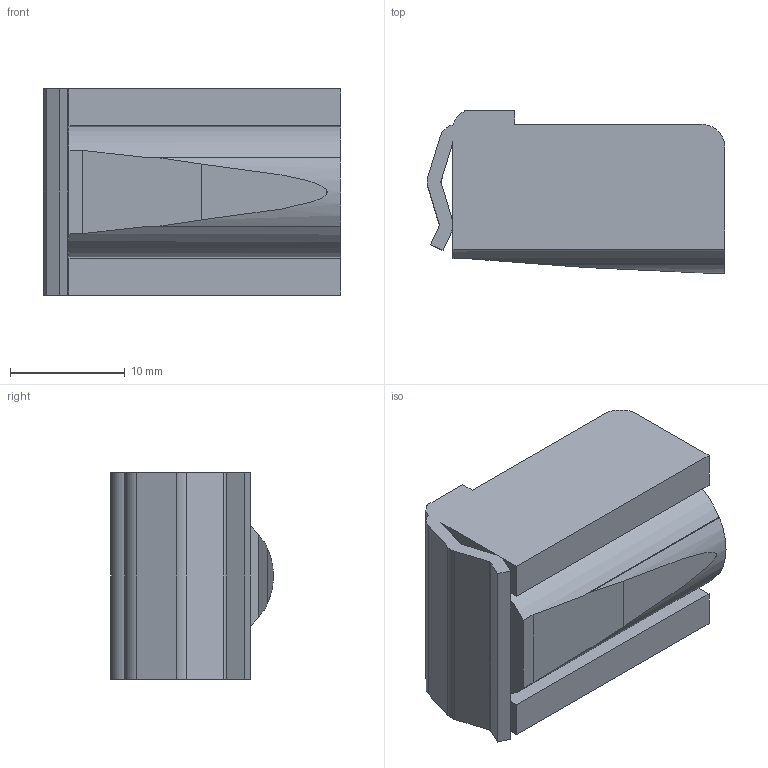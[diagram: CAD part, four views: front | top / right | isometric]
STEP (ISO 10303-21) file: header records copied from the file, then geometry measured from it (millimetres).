
FILE_DESCRIPTION((''),'2;1');
FILE_NAME('PRT0001','2023-03-06T',('dell'),(''),'PRO/ENGINEER BY PARAMETRIC TECHNOLOGY CORPORATION, 2013230','PRO/ENGINEER BY PARAMETRIC TECHNOLOGY CORPORATION, 2013230','');
FILE_SCHEMA(('CONFIG_CONTROL_DESIGN'));
Length unit declared in the file: millimetre
Products named in the file (1): PRT0001
Bounding box: 25.99 x 14.2 x 18 mm (x, y, z)
Volume: 5174.2 mm3; surface area: 2393.5 mm2
Topology: 1 solids, 1 shells, 36 faces, 106 edges, 70 vertices
Faces by surface type: plane 24, cylinder 12
Entity records: 1250 total; most frequent: CARTESIAN_POINT 229, ORIENTED_EDGE 212, DIRECTION 198, EDGE_CURVE 106, VECTOR 76, LINE 76, VERTEX_POINT 72, AXIS2_PLACEMENT_3D 61
